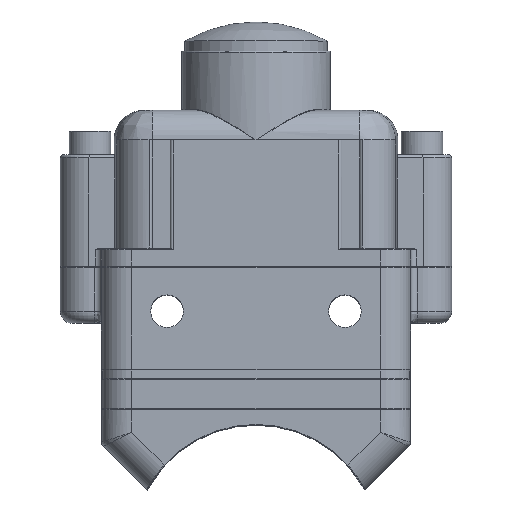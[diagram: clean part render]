
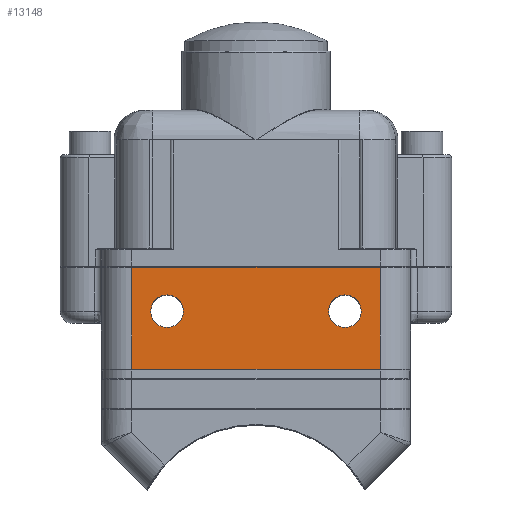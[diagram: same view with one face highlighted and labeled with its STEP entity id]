
A CAD part, top view. The second image highlights one B-rep face of the part: STEP entity #13148.
In plain terms, the highlighted planar face has unit normal (0, 0, 1).
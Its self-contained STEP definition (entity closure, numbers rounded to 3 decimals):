
#2334=CARTESIAN_POINT('',(-15.,40.,10.));
#2335=DIRECTION('',(0.,0.,1.));
#2336=DIRECTION('',(-1.,0.,0.));
#2337=AXIS2_PLACEMENT_3D('',#2334,#2335,#2336);
#2339=CARTESIAN_POINT('',(-15.,40.,10.));
#2340=DIRECTION('',(0.,0.,1.));
#2341=DIRECTION('',(1.,0.,0.));
#2342=AXIS2_PLACEMENT_3D('',#2339,#2340,#2341);
#2344=CARTESIAN_POINT('',(15.,40.,10.));
#2345=DIRECTION('',(0.,0.,1.));
#2346=DIRECTION('',(-1.,0.,0.));
#2347=AXIS2_PLACEMENT_3D('',#2344,#2345,#2346);
#2349=CARTESIAN_POINT('',(15.,40.,10.));
#2350=DIRECTION('',(0.,0.,1.));
#2351=DIRECTION('',(1.,0.,0.));
#2352=AXIS2_PLACEMENT_3D('',#2349,#2350,#2351);
#2354=DIRECTION('',(1.,0.,0.));
#2355=VECTOR('',#2354,42.);
#2356=CARTESIAN_POINT('',(-21.,30.2,10.));
#2357=LINE('',#2356,#2355);
#2382=DIRECTION('',(0.,1.,0.));
#2383=VECTOR('',#2382,17.2);
#2384=CARTESIAN_POINT('',(21.,30.2,10.));
#2385=LINE('',#2384,#2383);
#2424=DIRECTION('',(-1.,0.,0.));
#2425=VECTOR('',#2424,42.);
#2426=CARTESIAN_POINT('',(21.,47.4,10.));
#2427=LINE('',#2426,#2425);
#6201=DIRECTION('',(0.,-1.,0.));
#6202=VECTOR('',#6201,17.2);
#6203=CARTESIAN_POINT('',(-21.,47.4,10.));
#6204=LINE('',#6203,#6202);
#7081=CARTESIAN_POINT('',(-21.,30.2,10.));
#7082=CARTESIAN_POINT('',(21.,30.2,10.));
#7083=VERTEX_POINT('',#7081);
#7084=VERTEX_POINT('',#7082);
#7085=CARTESIAN_POINT('',(-21.,47.4,10.));
#7086=VERTEX_POINT('',#7085);
#7087=CARTESIAN_POINT('',(21.,47.4,10.));
#7088=VERTEX_POINT('',#7087);
#7089=CARTESIAN_POINT('',(-17.75,40.,10.));
#7090=CARTESIAN_POINT('',(-12.25,40.,10.));
#7091=VERTEX_POINT('',#7089);
#7092=VERTEX_POINT('',#7090);
#7093=CARTESIAN_POINT('',(12.25,40.,10.));
#7094=CARTESIAN_POINT('',(17.75,40.,10.));
#7095=VERTEX_POINT('',#7093);
#7096=VERTEX_POINT('',#7094);
#13123=CARTESIAN_POINT('',(26.,22.5,10.));
#13124=DIRECTION('',(0.,0.,1.));
#13125=DIRECTION('',(0.,1.,0.));
#13126=AXIS2_PLACEMENT_3D('',#13123,#13124,#13125);
#13127=PLANE('',#13126);
#13129=ORIENTED_EDGE('',*,*,#13128,.F.);
#13131=ORIENTED_EDGE('',*,*,#13130,.F.);
#13133=ORIENTED_EDGE('',*,*,#13132,.F.);
#13135=ORIENTED_EDGE('',*,*,#13134,.F.);
#13136=EDGE_LOOP('',(#13129,#13131,#13133,#13135));
#13137=FACE_OUTER_BOUND('',#13136,.F.);
#13139=ORIENTED_EDGE('',*,*,#13138,.T.);
#13141=ORIENTED_EDGE('',*,*,#13140,.T.);
#13142=EDGE_LOOP('',(#13139,#13141));
#13143=FACE_BOUND('',#13142,.F.);
#13144=ORIENTED_EDGE('',*,*,#13111,.T.);
#13145=ORIENTED_EDGE('',*,*,#13063,.T.);
#13146=EDGE_LOOP('',(#13144,#13145));
#13147=FACE_BOUND('',#13146,.F.);
#13148=ADVANCED_FACE('',(#13137,#13143,#13147),#13127,.T.);
#2338=CIRCLE('',#2337,2.75);
#2343=CIRCLE('',#2342,2.75);
#2348=CIRCLE('',#2347,2.75);
#2353=CIRCLE('',#2352,2.75);
#13063=EDGE_CURVE('',#7096,#7095,#2353,.T.);
#13111=EDGE_CURVE('',#7095,#7096,#2348,.T.);
#13128=EDGE_CURVE('',#7083,#7084,#2357,.T.);
#13130=EDGE_CURVE('',#7086,#7083,#6204,.T.);
#13132=EDGE_CURVE('',#7088,#7086,#2427,.T.);
#13134=EDGE_CURVE('',#7084,#7088,#2385,.T.);
#13138=EDGE_CURVE('',#7091,#7092,#2338,.T.);
#13140=EDGE_CURVE('',#7092,#7091,#2343,.T.);
